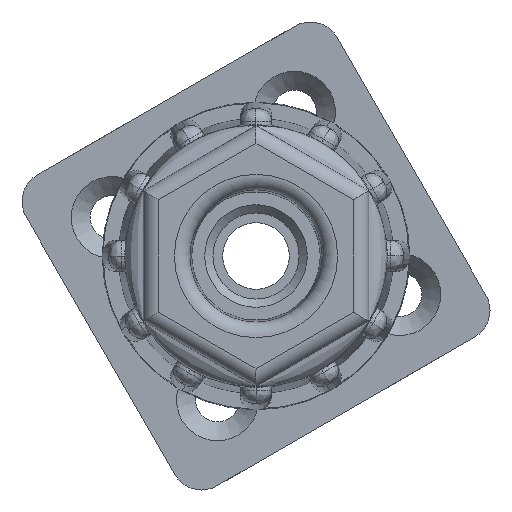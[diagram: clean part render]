
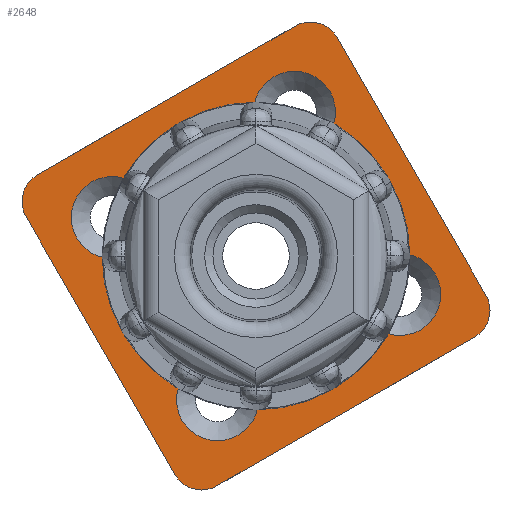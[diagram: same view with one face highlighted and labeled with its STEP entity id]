
A CAD part, front view. The second image highlights one B-rep face of the part: STEP entity #2648.
In plain terms, the highlighted face is planar.
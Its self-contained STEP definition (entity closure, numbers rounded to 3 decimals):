
#311 = EDGE_CURVE ( 'NONE', #4733, #3957, #13637, .T. ) ;
#465 = AXIS2_PLACEMENT_3D ( 'NONE', #6682, #14778, #7857 ) ;
#676 = EDGE_CURVE ( 'NONE', #13753, #13753, #13808, .T. ) ;
#699 = EDGE_CURVE ( 'NONE', #11041, #9783, #8029, .T. ) ;
#708 = DIRECTION ( 'NONE',  ( 0., -1., 0. ) ) ;
#999 = AXIS2_PLACEMENT_3D ( 'NONE', #2564, #10685, #3709 ) ;
#1025 = VERTEX_POINT ( 'NONE', #3334 ) ;
#1073 = DIRECTION ( 'NONE',  ( 1., 0., 0. ) ) ;
#1189 = ORIENTED_EDGE ( 'NONE', *, *, #676, .F. ) ;
#1249 = CARTESIAN_POINT ( 'NONE',  ( -17.5, -14.5, 5. ) ) ;
#1558 = CARTESIAN_POINT ( 'NONE',  ( -14.5, -17.5, 5. ) ) ;
#1834 = ORIENTED_EDGE ( 'NONE', *, *, #4302, .T. ) ;
#2058 = EDGE_CURVE ( 'NONE', #2605, #11041, #8387, .T. ) ;
#2124 = ORIENTED_EDGE ( 'NONE', *, *, #12527, .T. ) ;
#2183 = AXIS2_PLACEMENT_3D ( 'NONE', #3100, #11222, #4257 ) ;
#2188 = CIRCLE ( 'NONE', #465, 4. ) ;
#2214 = EDGE_CURVE ( 'NONE', #4479, #4479, #6184, .T. ) ;
#2564 = CARTESIAN_POINT ( 'NONE',  ( -14.5, -14.5, 5. ) ) ;
#2605 = VERTEX_POINT ( 'NONE', #9768 ) ;
#2648 = ADVANCED_FACE ( 'NONE', ( #4338, #7458, #13247, #10177, #7086, #3992 ), #2865, .F. ) ;
#2817 = CARTESIAN_POINT ( 'NONE',  ( -17.5, 17.5, 5. ) ) ;
#2865 = PLANE ( 'NONE',  #3040 ) ;
#2951 = CARTESIAN_POINT ( 'NONE',  ( 17.5, -14.5, 5. ) ) ;
#3040 = AXIS2_PLACEMENT_3D ( 'NONE', #2817, #10985, #4020 ) ;
#3100 = CARTESIAN_POINT ( 'NONE',  ( -10.25, -10.25, 5. ) ) ;
#3334 = CARTESIAN_POINT ( 'NONE',  ( 6.25, 10.25, 5. ) ) ;
#3422 = ORIENTED_EDGE ( 'NONE', *, *, #311, .T. ) ;
#3512 = VERTEX_POINT ( 'NONE', #1249 ) ;
#3709 = DIRECTION ( 'NONE',  ( -1., 0., 0. ) ) ;
#3776 = VERTEX_POINT ( 'NONE', #5673 ) ;
#3900 = ORIENTED_EDGE ( 'NONE', *, *, #699, .T. ) ;
#3957 = VERTEX_POINT ( 'NONE', #8684 ) ;
#3992 = FACE_OUTER_BOUND ( 'NONE', #13980, .T. ) ;
#4020 = DIRECTION ( 'NONE',  ( -1., 0., 0. ) ) ;
#4257 = DIRECTION ( 'NONE',  ( -1., 0., 0. ) ) ;
#4302 = EDGE_CURVE ( 'NONE', #12090, #6069, #9952, .T. ) ;
#4338 = FACE_BOUND ( 'NONE', #11219, .T. ) ;
#4366 = VECTOR ( 'NONE', #1073, 1000. ) ;
#4479 = VERTEX_POINT ( 'NONE', #14902 ) ;
#4606 = AXIS2_PLACEMENT_3D ( 'NONE', #12072, #5106, #13224 ) ;
#4629 = DIRECTION ( 'NONE',  ( 0., 0., -1. ) ) ;
#4733 = VERTEX_POINT ( 'NONE', #1558 ) ;
#4775 = CARTESIAN_POINT ( 'NONE',  ( 17.5, -17.5, 5. ) ) ;
#4823 = CARTESIAN_POINT ( 'NONE',  ( 14.5, -14.5, 5. ) ) ;
#5106 = DIRECTION ( 'NONE',  ( 0., 0., -1. ) ) ;
#5200 = DIRECTION ( 'NONE',  ( 0., 0., 1. ) ) ;
#5263 = CARTESIAN_POINT ( 'NONE',  ( -17.5, 17.5, 5. ) ) ;
#5399 = CIRCLE ( 'NONE', #12385, 3. ) ;
#5403 = CARTESIAN_POINT ( 'NONE',  ( -14.5, 14.5, 5. ) ) ;
#5444 = EDGE_CURVE ( 'NONE', #1025, #1025, #5558, .T. ) ;
#5472 = EDGE_CURVE ( 'NONE', #6069, #2605, #5399, .T. ) ;
#5558 = CIRCLE ( 'NONE', #4606, 4. ) ;
#5628 = CARTESIAN_POINT ( 'NONE',  ( 10., 0., 5. ) ) ;
#5673 = CARTESIAN_POINT ( 'NONE',  ( -14.25, -10.25, 5. ) ) ;
#5890 = VECTOR ( 'NONE', #708, 1000. ) ;
#6010 = DIRECTION ( 'NONE',  ( -1., 0., 0. ) ) ;
#6069 = VERTEX_POINT ( 'NONE', #12145 ) ;
#6184 = CIRCLE ( 'NONE', #10640, 4. ) ;
#6226 = EDGE_CURVE ( 'NONE', #3776, #3776, #13545, .T. ) ;
#6420 = ORIENTED_EDGE ( 'NONE', *, *, #9468, .T. ) ;
#6524 = CARTESIAN_POINT ( 'NONE',  ( 0., 0., 5. ) ) ;
#6569 = DIRECTION ( 'NONE',  ( -1., 0., 0. ) ) ;
#6682 = CARTESIAN_POINT ( 'NONE',  ( -10.25, 10.25, 5. ) ) ;
#7086 = FACE_BOUND ( 'NONE', #9686, .T. ) ;
#7135 = DIRECTION ( 'NONE',  ( 0., 1., 0. ) ) ;
#7384 = ORIENTED_EDGE ( 'NONE', *, *, #2058, .T. ) ;
#7458 = FACE_BOUND ( 'NONE', #10221, .T. ) ;
#7636 = VECTOR ( 'NONE', #14544, 1000. ) ;
#7697 = DIRECTION ( 'NONE',  ( 1., 0., 0. ) ) ;
#7699 = ORIENTED_EDGE ( 'NONE', *, *, #9183, .T. ) ;
#7739 = AXIS2_PLACEMENT_3D ( 'NONE', #6524, #14623, #7697 ) ;
#7857 = DIRECTION ( 'NONE',  ( -1., 0., 0. ) ) ;
#8029 = CIRCLE ( 'NONE', #11623, 3. ) ;
#8070 = CARTESIAN_POINT ( 'NONE',  ( -14.5, 17.5, 5. ) ) ;
#8269 = EDGE_LOOP ( 'NONE', ( #12169 ) ) ;
#8387 = LINE ( 'NONE', #5263, #7636 ) ;
#8684 = CARTESIAN_POINT ( 'NONE',  ( 14.5, -17.5, 5. ) ) ;
#8802 = CIRCLE ( 'NONE', #999, 3. ) ;
#8866 = CARTESIAN_POINT ( 'NONE',  ( -17.5, -17.5, 5. ) ) ;
#9141 = CARTESIAN_POINT ( 'NONE',  ( -17.5, 14.5, 5. ) ) ;
#9183 = EDGE_CURVE ( 'NONE', #9783, #3512, #12071, .T. ) ;
#9468 = EDGE_CURVE ( 'NONE', #3957, #12090, #14942, .T. ) ;
#9491 = EDGE_CURVE ( 'NONE', #3512, #4733, #8802, .T. ) ;
#9686 = EDGE_LOOP ( 'NONE', ( #1189 ) ) ;
#9768 = CARTESIAN_POINT ( 'NONE',  ( 14.5, 17.5, 5. ) ) ;
#9783 = VERTEX_POINT ( 'NONE', #9141 ) ;
#9952 = LINE ( 'NONE', #4775, #12647 ) ;
#10177 = FACE_BOUND ( 'NONE', #8269, .T. ) ;
#10221 = EDGE_LOOP ( 'NONE', ( #13693 ) ) ;
#10640 = AXIS2_PLACEMENT_3D ( 'NONE', #11592, #4629, #12749 ) ;
#10685 = DIRECTION ( 'NONE',  ( 0., 0., 1. ) ) ;
#10985 = DIRECTION ( 'NONE',  ( 0., 0., -1. ) ) ;
#11041 = VERTEX_POINT ( 'NONE', #8070 ) ;
#11219 = EDGE_LOOP ( 'NONE', ( #13934 ) ) ;
#11222 = DIRECTION ( 'NONE',  ( 0., 0., -1. ) ) ;
#11592 = CARTESIAN_POINT ( 'NONE',  ( 10.25, -10.25, 5. ) ) ;
#11623 = AXIS2_PLACEMENT_3D ( 'NONE', #5403, #13511, #6569 ) ;
#11844 = ORIENTED_EDGE ( 'NONE', *, *, #5472, .T. ) ;
#11965 = VERTEX_POINT ( 'NONE', #12667 ) ;
#12071 = LINE ( 'NONE', #8866, #5890 ) ;
#12072 = CARTESIAN_POINT ( 'NONE',  ( 10.25, 10.25, 5. ) ) ;
#12090 = VERTEX_POINT ( 'NONE', #2951 ) ;
#12145 = CARTESIAN_POINT ( 'NONE',  ( 17.5, 14.5, 5. ) ) ;
#12159 = CARTESIAN_POINT ( 'NONE',  ( 14.5, 14.5, 5. ) ) ;
#12169 = ORIENTED_EDGE ( 'NONE', *, *, #5444, .T. ) ;
#12385 = AXIS2_PLACEMENT_3D ( 'NONE', #12159, #5200, #13318 ) ;
#12426 = EDGE_LOOP ( 'NONE', ( #2124 ) ) ;
#12527 = EDGE_CURVE ( 'NONE', #11965, #11965, #2188, .T. ) ;
#12625 = ORIENTED_EDGE ( 'NONE', *, *, #9491, .T. ) ;
#12647 = VECTOR ( 'NONE', #7135, 1000. ) ;
#12667 = CARTESIAN_POINT ( 'NONE',  ( -14.25, 10.25, 5. ) ) ;
#12749 = DIRECTION ( 'NONE',  ( -1., 0., 0. ) ) ;
#12941 = DIRECTION ( 'NONE',  ( 0., 0., 1. ) ) ;
#13224 = DIRECTION ( 'NONE',  ( -1., 0., 0. ) ) ;
#13247 = FACE_BOUND ( 'NONE', #12426, .T. ) ;
#13318 = DIRECTION ( 'NONE',  ( -1., 0., 0. ) ) ;
#13511 = DIRECTION ( 'NONE',  ( 0., 0., 1. ) ) ;
#13545 = CIRCLE ( 'NONE', #2183, 4. ) ;
#13637 = LINE ( 'NONE', #15004, #4366 ) ;
#13693 = ORIENTED_EDGE ( 'NONE', *, *, #2214, .T. ) ;
#13753 = VERTEX_POINT ( 'NONE', #5628 ) ;
#13808 = CIRCLE ( 'NONE', #7739, 10. ) ;
#13934 = ORIENTED_EDGE ( 'NONE', *, *, #6226, .T. ) ;
#13980 = EDGE_LOOP ( 'NONE', ( #3422, #6420, #1834, #11844, #7384, #3900, #7699, #12625 ) ) ;
#14533 = AXIS2_PLACEMENT_3D ( 'NONE', #4823, #12941, #6010 ) ;
#14544 = DIRECTION ( 'NONE',  ( -1., 0., 0. ) ) ;
#14623 = DIRECTION ( 'NONE',  ( 0., 0., 1. ) ) ;
#14778 = DIRECTION ( 'NONE',  ( 0., 0., -1. ) ) ;
#14902 = CARTESIAN_POINT ( 'NONE',  ( 6.25, -10.25, 5. ) ) ;
#14942 = CIRCLE ( 'NONE', #14533, 3. ) ;
#15004 = CARTESIAN_POINT ( 'NONE',  ( -17.5, -17.5, 5. ) ) ;
